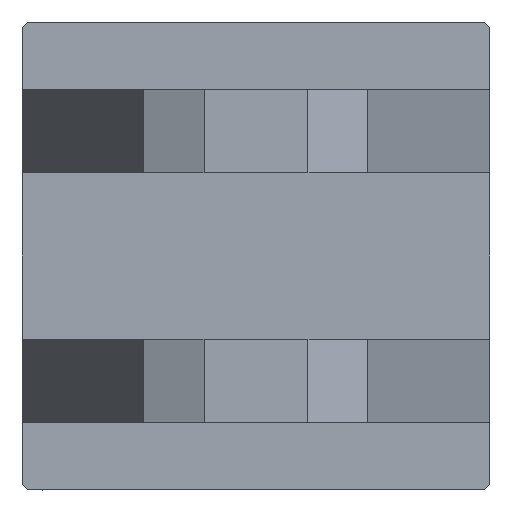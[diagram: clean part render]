
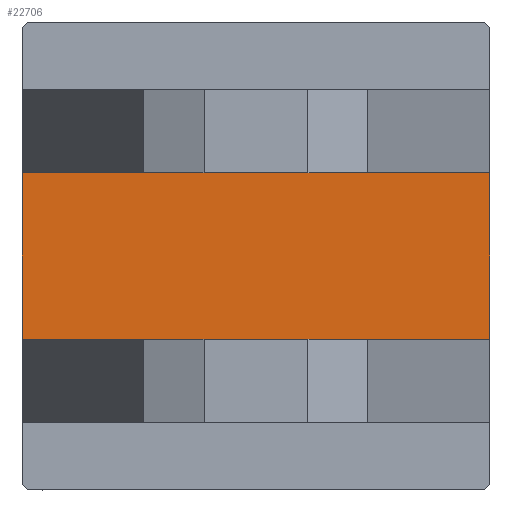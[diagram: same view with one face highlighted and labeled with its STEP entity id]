
A CAD part, left-side view. The second image highlights one B-rep face of the part: STEP entity #22706.
In plain terms, the highlighted planar face has unit normal (-1, 0, 0).
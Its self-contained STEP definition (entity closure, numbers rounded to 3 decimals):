
#1562 = CARTESIAN_POINT ( 'NONE',  ( 0., 8., 22.5 ) ) ;
#3479 = CARTESIAN_POINT ( 'NONE',  ( 0., 8., -22.5 ) ) ;
#4699 = LINE ( 'NONE', #20086, #43034 ) ;
#6642 = CARTESIAN_POINT ( 'NONE',  ( 0., -8., -22.5 ) ) ;
#8475 = CARTESIAN_POINT ( 'NONE',  ( 0., 8., 22.5 ) ) ;
#8958 = DIRECTION ( 'NONE',  ( 0., 0., -1. ) ) ;
#11211 = EDGE_CURVE ( 'NONE', #14774, #16859, #30670, .T. ) ;
#11630 = ORIENTED_EDGE ( 'NONE', *, *, #14122, .F. ) ;
#14122 = EDGE_CURVE ( 'NONE', #16859, #31436, #43404, .T. ) ;
#14293 = ORIENTED_EDGE ( 'NONE', *, *, #46297, .T. ) ;
#14410 = PLANE ( 'NONE',  #17716 ) ;
#14513 = EDGE_CURVE ( 'NONE', #14774, #24485, #40009, .T. ) ;
#14774 = VERTEX_POINT ( 'NONE', #1562 ) ;
#15401 = CARTESIAN_POINT ( 'NONE',  ( 0., -8., 22.5 ) ) ;
#16859 = VERTEX_POINT ( 'NONE', #49883 ) ;
#17097 = EDGE_LOOP ( 'NONE', ( #14293, #11630, #24872, #34054 ) ) ;
#17491 = VECTOR ( 'NONE', #8958, 1000. ) ;
#17716 = AXIS2_PLACEMENT_3D ( 'NONE', #21967, #18437, #25999 ) ;
#18437 = DIRECTION ( 'NONE',  ( -1., 0., 0. ) ) ;
#20086 = CARTESIAN_POINT ( 'NONE',  ( 0., 22.5, -22.5 ) ) ;
#20183 = DIRECTION ( 'NONE',  ( 0., 0., -1. ) ) ;
#21282 = VECTOR ( 'NONE', #26377, 1000. ) ;
#21967 = CARTESIAN_POINT ( 'NONE',  ( 0., 0., 0. ) ) ;
#22706 = ADVANCED_FACE ( 'NONE', ( #36635 ), #14410, .T. ) ;
#24485 = VERTEX_POINT ( 'NONE', #3479 ) ;
#24872 = ORIENTED_EDGE ( 'NONE', *, *, #11211, .F. ) ;
#25999 = DIRECTION ( 'NONE',  ( 0., 0., 1. ) ) ;
#26377 = DIRECTION ( 'NONE',  ( 0., -1., 0. ) ) ;
#30670 = LINE ( 'NONE', #48850, #21282 ) ;
#31436 = VERTEX_POINT ( 'NONE', #6642 ) ;
#34054 = ORIENTED_EDGE ( 'NONE', *, *, #14513, .T. ) ;
#35485 = DIRECTION ( 'NONE',  ( 0., -1., 0. ) ) ;
#36635 = FACE_OUTER_BOUND ( 'NONE', #17097, .T. ) ;
#40009 = LINE ( 'NONE', #8475, #17491 ) ;
#40713 = VECTOR ( 'NONE', #20183, 1000. ) ;
#43034 = VECTOR ( 'NONE', #35485, 1000. ) ;
#43404 = LINE ( 'NONE', #15401, #40713 ) ;
#46297 = EDGE_CURVE ( 'NONE', #24485, #31436, #4699, .T. ) ;
#48850 = CARTESIAN_POINT ( 'NONE',  ( 0., 22.5, 22.5 ) ) ;
#49883 = CARTESIAN_POINT ( 'NONE',  ( 0., -8., 22.5 ) ) ;
